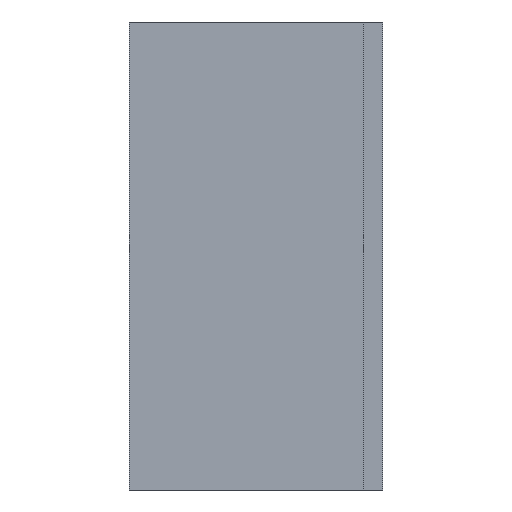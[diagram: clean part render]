
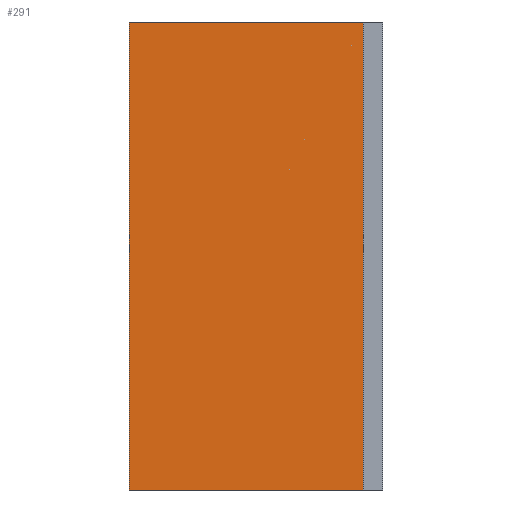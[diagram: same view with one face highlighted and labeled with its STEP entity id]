
A CAD part, left-side view. The second image highlights one B-rep face of the part: STEP entity #291.
In plain terms, the highlighted planar face has unit normal (-1, 0, 0).
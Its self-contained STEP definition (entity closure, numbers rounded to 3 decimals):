
#21 = LINE ( 'NONE', #312, #274 ) ;
#44 = ORIENTED_EDGE ( 'NONE', *, *, #423, .F. ) ;
#121 = ORIENTED_EDGE ( 'NONE', *, *, #169, .T. ) ;
#128 = CARTESIAN_POINT ( 'NONE',  ( -0.7, 0., 0.6 ) ) ;
#138 = LINE ( 'NONE', #562, #652 ) ;
#157 = ORIENTED_EDGE ( 'NONE', *, *, #164, .F. ) ;
#164 = EDGE_CURVE ( 'NONE', #174, #430, #628, .T. ) ;
#169 = EDGE_CURVE ( 'NONE', #433, #319, #21, .T. ) ;
#172 = CARTESIAN_POINT ( 'NONE',  ( -0.7, 0.6, 0.6 ) ) ;
#174 = VERTEX_POINT ( 'NONE', #620 ) ;
#184 = CARTESIAN_POINT ( 'NONE',  ( -0.7, 0.6, -0.6 ) ) ;
#185 = DIRECTION ( 'NONE',  ( 0., 0., 1. ) ) ;
#196 = VECTOR ( 'NONE', #185, 1000. ) ;
#197 = DIRECTION ( 'NONE',  ( 0., -1., 0. ) ) ;
#205 = EDGE_CURVE ( 'NONE', #319, #430, #360, .T. ) ;
#226 = DIRECTION ( 'NONE',  ( 0., 0., -1. ) ) ;
#274 = VECTOR ( 'NONE', #197, 1000. ) ;
#277 = EDGE_LOOP ( 'NONE', ( #464, #157, #44, #121 ) ) ;
#291 = ADVANCED_FACE ( 'NONE', ( #655 ), #606, .F. ) ;
#312 = CARTESIAN_POINT ( 'NONE',  ( -0.7, 0.6, -0.6 ) ) ;
#319 = VERTEX_POINT ( 'NONE', #333 ) ;
#333 = CARTESIAN_POINT ( 'NONE',  ( -0.7, 0., -0.6 ) ) ;
#353 = DIRECTION ( 'NONE',  ( 0., 0., 1. ) ) ;
#360 = LINE ( 'NONE', #128, #196 ) ;
#387 = AXIS2_PLACEMENT_3D ( 'NONE', #399, #596, #226 ) ;
#399 = CARTESIAN_POINT ( 'NONE',  ( -0.7, 0.6, 0.6 ) ) ;
#423 = EDGE_CURVE ( 'NONE', #433, #174, #138, .T. ) ;
#430 = VERTEX_POINT ( 'NONE', #513 ) ;
#433 = VERTEX_POINT ( 'NONE', #184 ) ;
#464 = ORIENTED_EDGE ( 'NONE', *, *, #205, .T. ) ;
#513 = CARTESIAN_POINT ( 'NONE',  ( -0.7, 0., 0.6 ) ) ;
#562 = CARTESIAN_POINT ( 'NONE',  ( -0.7, 0.6, 0.6 ) ) ;
#596 = DIRECTION ( 'NONE',  ( 1., 0., 0. ) ) ;
#606 = PLANE ( 'NONE',  #387 ) ;
#620 = CARTESIAN_POINT ( 'NONE',  ( -0.7, 0.6, 0.6 ) ) ;
#628 = LINE ( 'NONE', #172, #651 ) ;
#651 = VECTOR ( 'NONE', #674, 1000. ) ;
#652 = VECTOR ( 'NONE', #353, 1000. ) ;
#655 = FACE_OUTER_BOUND ( 'NONE', #277, .T. ) ;
#674 = DIRECTION ( 'NONE',  ( 0., -1., 0. ) ) ;
